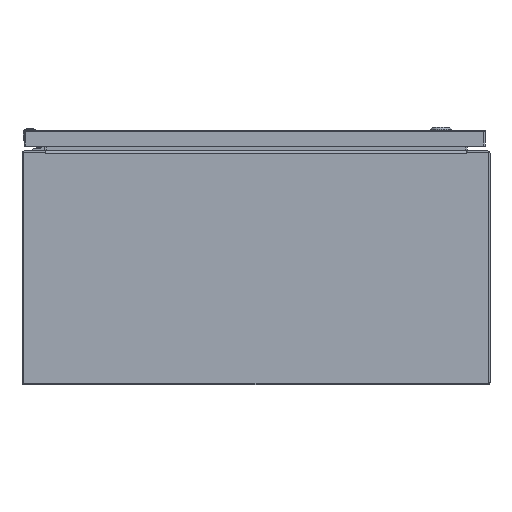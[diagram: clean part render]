
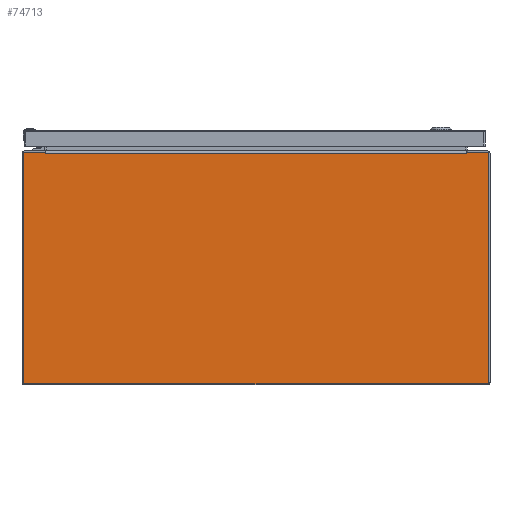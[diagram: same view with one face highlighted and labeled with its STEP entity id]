
A CAD part, front view. The second image highlights one B-rep face of the part: STEP entity #74713.
In plain terms, the highlighted planar face has unit normal (0, -1, 0).
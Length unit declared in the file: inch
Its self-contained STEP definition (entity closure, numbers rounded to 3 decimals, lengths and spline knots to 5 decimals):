
#179 = VERTEX_POINT ( 'NONE', #54019 ) ;
#2080 = EDGE_CURVE ( 'NONE', #168409, #52279, #104207, .T. ) ;
#2784 = CARTESIAN_POINT ( 'NONE',  ( 10.80578, -12., 5.883 ) ) ;
#4147 = CARTESIAN_POINT ( 'NONE',  ( 0., -12., 5.883 ) ) ;
#4482 = EDGE_CURVE ( 'NONE', #146445, #30391, #142086, .T. ) ;
#4690 = ORIENTED_EDGE ( 'NONE', *, *, #95388, .F. ) ;
#6224 = DIRECTION ( 'NONE',  ( 0., 0., -1. ) ) ;
#8542 = CARTESIAN_POINT ( 'NONE',  ( 11.857, -12., -5.937 ) ) ;
#9596 = AXIS2_PLACEMENT_3D ( 'NONE', #15051, #81793, #107123 ) ;
#14154 = CARTESIAN_POINT ( 'NONE',  ( -11.937, -12., 0. ) ) ;
#14156 = VECTOR ( 'NONE', #167926, 39.37008 ) ;
#15051 = CARTESIAN_POINT ( 'NONE',  ( 11.857, -12., 5.857 ) ) ;
#16321 = LINE ( 'NONE', #18021, #40804 ) ;
#16999 = EDGE_CURVE ( 'NONE', #30391, #142612, #16321, .T. ) ;
#18021 = CARTESIAN_POINT ( 'NONE',  ( 0., -12., -5.937 ) ) ;
#20082 = VECTOR ( 'NONE', #25433, 39.37008 ) ;
#22344 = LINE ( 'NONE', #167083, #14156 ) ;
#25433 = DIRECTION ( 'NONE',  ( -1., 0., 0. ) ) ;
#29509 = CARTESIAN_POINT ( 'NONE',  ( -11.857, -12., -5.937 ) ) ;
#30391 = VERTEX_POINT ( 'NONE', #8542 ) ;
#31464 = ORIENTED_EDGE ( 'NONE', *, *, #65757, .F. ) ;
#32234 = CARTESIAN_POINT ( 'NONE',  ( -11.857, -12., -5.857 ) ) ;
#34302 = LINE ( 'NONE', #74130, #98849 ) ;
#37843 = PLANE ( 'NONE',  #165575 ) ;
#38936 = LINE ( 'NONE', #68342, #116467 ) ;
#39181 = LINE ( 'NONE', #53885, #138001 ) ;
#40476 = DIRECTION ( 'NONE',  ( 0., 0., -1. ) ) ;
#40804 = VECTOR ( 'NONE', #69142, 39.37008 ) ;
#40935 = VERTEX_POINT ( 'NONE', #142872 ) ;
#41144 = EDGE_CURVE ( 'NONE', #51967, #43788, #34302, .T. ) ;
#41380 = CIRCLE ( 'NONE', #99640, 0.08 ) ;
#43788 = VERTEX_POINT ( 'NONE', #74082 ) ;
#44704 = ORIENTED_EDGE ( 'NONE', *, *, #119110, .T. ) ;
#45685 = LINE ( 'NONE', #4147, #119692 ) ;
#46081 = EDGE_CURVE ( 'NONE', #56780, #51967, #22344, .T. ) ;
#46221 = CARTESIAN_POINT ( 'NONE',  ( 11.857, -12., -5.857 ) ) ;
#48153 = VERTEX_POINT ( 'NONE', #51710 ) ;
#48508 = EDGE_CURVE ( 'NONE', #40935, #144175, #53879, .T. ) ;
#48580 = ORIENTED_EDGE ( 'NONE', *, *, #76549, .F. ) ;
#51540 = CARTESIAN_POINT ( 'NONE',  ( -11.937, -12., 5.857 ) ) ;
#51710 = CARTESIAN_POINT ( 'NONE',  ( -11.937, -12., -5.857 ) ) ;
#51746 = DIRECTION ( 'NONE',  ( 0., 1., 0. ) ) ;
#51967 = VERTEX_POINT ( 'NONE', #125385 ) ;
#52279 = VERTEX_POINT ( 'NONE', #122649 ) ;
#52299 = ORIENTED_EDGE ( 'NONE', *, *, #4482, .F. ) ;
#53879 = CIRCLE ( 'NONE', #9596, 0.08 ) ;
#53885 = CARTESIAN_POINT ( 'NONE',  ( 0., -12., 5.937 ) ) ;
#54019 = CARTESIAN_POINT ( 'NONE',  ( -11.857, -12., 5.937 ) ) ;
#54025 = DIRECTION ( 'NONE',  ( 0., 0., 1. ) ) ;
#56780 = VERTEX_POINT ( 'NONE', #141742 ) ;
#59748 = CARTESIAN_POINT ( 'NONE',  ( 11.937, -12., 5.857 ) ) ;
#63264 = CARTESIAN_POINT ( 'NONE',  ( 11.937, -12., 0. ) ) ;
#63275 = ORIENTED_EDGE ( 'NONE', *, *, #16999, .F. ) ;
#64505 = ORIENTED_EDGE ( 'NONE', *, *, #161760, .F. ) ;
#65757 = EDGE_CURVE ( 'NONE', #142612, #48153, #41380, .T. ) ;
#67347 = AXIS2_PLACEMENT_3D ( 'NONE', #46221, #109750, #150354 ) ;
#68342 = CARTESIAN_POINT ( 'NONE',  ( 0., -12., 5.937 ) ) ;
#69142 = DIRECTION ( 'NONE',  ( -1., 0., 0. ) ) ;
#69501 = EDGE_CURVE ( 'NONE', #52279, #163140, #132059, .T. ) ;
#69512 = EDGE_LOOP ( 'NONE', ( #4690, #93059, #64505, #31464, #63275, #52299, #73760, #95652, #48580, #94779, #87596, #44704, #91287, #148444 ) ) ;
#70382 = VECTOR ( 'NONE', #155202, 39.37008 ) ;
#73760 = ORIENTED_EDGE ( 'NONE', *, *, #128901, .F. ) ;
#74082 = CARTESIAN_POINT ( 'NONE',  ( -10.798, -12., 5.883 ) ) ;
#74130 = CARTESIAN_POINT ( 'NONE',  ( -10.80578, -12., 5.883 ) ) ;
#74713 = ADVANCED_FACE ( 'NONE', ( #94211 ), #37843, .T. ) ;
#76549 = EDGE_CURVE ( 'NONE', #168409, #40935, #38936, .T. ) ;
#77297 = CARTESIAN_POINT ( 'NONE',  ( 10.798, -12., 5.883 ) ) ;
#79016 = DIRECTION ( 'NONE',  ( 1., 0., 0. ) ) ;
#81793 = DIRECTION ( 'NONE',  ( 0., 1., 0. ) ) ;
#87581 = LINE ( 'NONE', #63264, #70382 ) ;
#87596 = ORIENTED_EDGE ( 'NONE', *, *, #69501, .T. ) ;
#91287 = ORIENTED_EDGE ( 'NONE', *, *, #41144, .F. ) ;
#92736 = DIRECTION ( 'NONE',  ( 1., 0., 0. ) ) ;
#93059 = ORIENTED_EDGE ( 'NONE', *, *, #132325, .F. ) ;
#94211 = FACE_OUTER_BOUND ( 'NONE', #69512, .T. ) ;
#94779 = ORIENTED_EDGE ( 'NONE', *, *, #2080, .T. ) ;
#94971 = CARTESIAN_POINT ( 'NONE',  ( 11.937, -12., -5.857 ) ) ;
#95388 = EDGE_CURVE ( 'NONE', #179, #56780, #39181, .T. ) ;
#95652 = ORIENTED_EDGE ( 'NONE', *, *, #48508, .F. ) ;
#95732 = LINE ( 'NONE', #14154, #125069 ) ;
#98849 = VECTOR ( 'NONE', #127134, 39.37008 ) ;
#99640 = AXIS2_PLACEMENT_3D ( 'NONE', #32234, #125078, #6224 ) ;
#104207 = LINE ( 'NONE', #159470, #147213 ) ;
#107123 = DIRECTION ( 'NONE',  ( 0., 0., -1. ) ) ;
#107299 = AXIS2_PLACEMENT_3D ( 'NONE', #170462, #51746, #40476 ) ;
#109750 = DIRECTION ( 'NONE',  ( 0., 1., 0. ) ) ;
#116467 = VECTOR ( 'NONE', #92736, 39.37008 ) ;
#119110 = EDGE_CURVE ( 'NONE', #163140, #43788, #45685, .T. ) ;
#119692 = VECTOR ( 'NONE', #149802, 39.37008 ) ;
#122649 = CARTESIAN_POINT ( 'NONE',  ( 10.8136, -12., 5.883 ) ) ;
#125069 = VECTOR ( 'NONE', #54025, 39.37008 ) ;
#125078 = DIRECTION ( 'NONE',  ( 0., 1., 0. ) ) ;
#125113 = DIRECTION ( 'NONE',  ( 0., -1., 0. ) ) ;
#125385 = CARTESIAN_POINT ( 'NONE',  ( -10.8136, -12., 5.883 ) ) ;
#125961 = DIRECTION ( 'NONE',  ( 0., 0., -1. ) ) ;
#127134 = DIRECTION ( 'NONE',  ( 1., 0., 0. ) ) ;
#128901 = EDGE_CURVE ( 'NONE', #144175, #146445, #87581, .T. ) ;
#131782 = DIRECTION ( 'NONE',  ( -0.174, 0., -0.985 ) ) ;
#132059 = LINE ( 'NONE', #2784, #20082 ) ;
#132325 = EDGE_CURVE ( 'NONE', #155861, #179, #170797, .T. ) ;
#134911 = CARTESIAN_POINT ( 'NONE',  ( 0., -12., 0. ) ) ;
#138001 = VECTOR ( 'NONE', #79016, 39.37008 ) ;
#141742 = CARTESIAN_POINT ( 'NONE',  ( -10.82312, -12., 5.937 ) ) ;
#142086 = CIRCLE ( 'NONE', #67347, 0.08 ) ;
#142612 = VERTEX_POINT ( 'NONE', #29509 ) ;
#142872 = CARTESIAN_POINT ( 'NONE',  ( 11.857, -12., 5.937 ) ) ;
#144175 = VERTEX_POINT ( 'NONE', #59748 ) ;
#146445 = VERTEX_POINT ( 'NONE', #94971 ) ;
#147213 = VECTOR ( 'NONE', #131782, 39.37008 ) ;
#148444 = ORIENTED_EDGE ( 'NONE', *, *, #46081, .F. ) ;
#148461 = CARTESIAN_POINT ( 'NONE',  ( 10.82312, -12., 5.937 ) ) ;
#149802 = DIRECTION ( 'NONE',  ( -1., 0., 0. ) ) ;
#150354 = DIRECTION ( 'NONE',  ( 0., 0., -1. ) ) ;
#155202 = DIRECTION ( 'NONE',  ( 0., 0., -1. ) ) ;
#155861 = VERTEX_POINT ( 'NONE', #51540 ) ;
#159470 = CARTESIAN_POINT ( 'NONE',  ( 10.81836, -12., 5.91 ) ) ;
#161760 = EDGE_CURVE ( 'NONE', #48153, #155861, #95732, .T. ) ;
#163140 = VERTEX_POINT ( 'NONE', #77297 ) ;
#165575 = AXIS2_PLACEMENT_3D ( 'NONE', #134911, #125113, #125961 ) ;
#167083 = CARTESIAN_POINT ( 'NONE',  ( -10.81836, -12., 5.91 ) ) ;
#167926 = DIRECTION ( 'NONE',  ( 0.174, 0., -0.985 ) ) ;
#168409 = VERTEX_POINT ( 'NONE', #148461 ) ;
#170462 = CARTESIAN_POINT ( 'NONE',  ( -11.857, -12., 5.857 ) ) ;
#170797 = CIRCLE ( 'NONE', #107299, 0.08 ) ;
